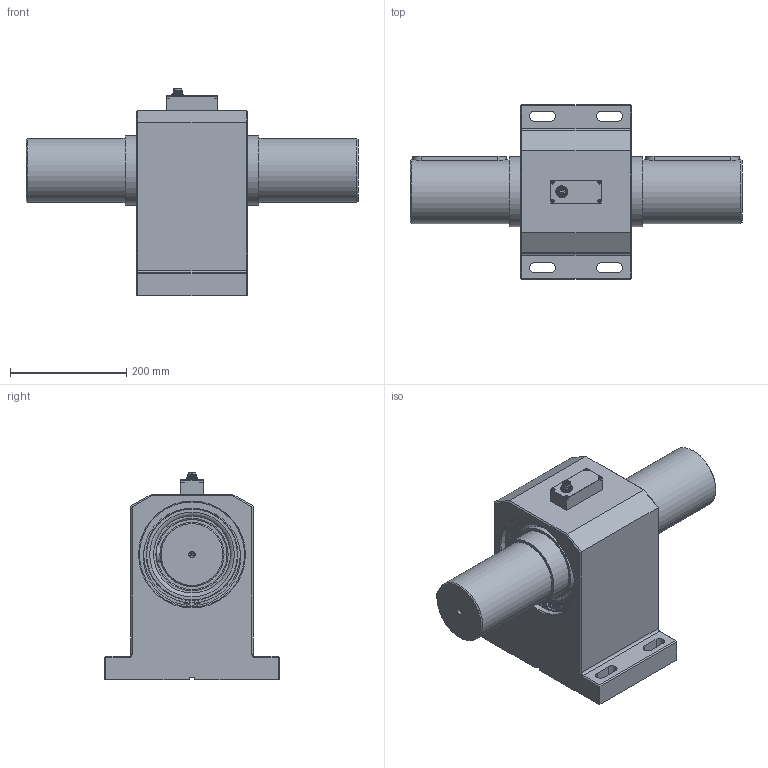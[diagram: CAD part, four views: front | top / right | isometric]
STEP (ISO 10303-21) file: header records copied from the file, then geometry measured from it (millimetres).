
FILE_DESCRIPTION( ( 'Unknown' ), '1' );
FILE_NAME( '2391-Z02_DOC-00083061.stp', 'Unknown', ( 'Unknown' ), ( 'Unknown' ), 'PSStep 17.0.49', 'Unknown', ' ' );
FILE_SCHEMA( ( 'AUTOMOTIVE_DESIGN { 1 0 10303 214 1 1 1 1 }' ) );
Length unit declared in the file: millimetre
Products named in the file (27): 2391-b01_doc-00051903; 2391-001_doc-00051699; Sicherungsring DIN 472-180x4-T1; Sicherungsring DIN 472-180x4-T1-oa0; DIN 625-T1-6024-2Z_120x180x28; 2391-B02_DOC-00083079; DIN 625-T1-6024-2Z_120x180x28-oa4; 2391-002_DOC-00083075; Paßfeder A28x16x160 DIN 6885; Paßfeder A28x16x160 DIN 6885-oa5; 2247-b05_doc-00045639; 2247-003_doc-00016120; Zylinderschraube DIN 912-M3x25; Zylinderschraube DIN 912-M3x25-oa1; Zylinderschraube DIN 912-M3x25-oa2; Zylinderschraube DIN 912-M3x25-oa3; Assem1; flanschstecker 12-polig serie 723; mutter_09-0323-89-06_DOC-00067592
Assembly tree (26 placements, depth 3):
  Assem1
    flanschstecker 12-polig serie 723
    mutter_09-0323-89-06_DOC-00067592
    2391-b01_doc-00051903
      2391-001_doc-00051699
      Sicherungsring DIN 472-180x4-T1
      Sicherungsring DIN 472-180x4-T1-oa0
      DIN 625-T1-6024-2Z_120x180x28
      DIN 625-T1-6024-2Z_120x180x28
      DIN 625-T1-6024-2Z_120x180x28
      DIN 625-T1-6024-2Z_120x180x28
      DIN 625-T1-6024-2Z_120x180x28
    2247-b05_doc-00045639
      2247-003_doc-00016120
      Zylinderschraube DIN 912-M3x25
      Zylinderschraube DIN 912-M3x25-oa1
      Zylinderschraube DIN 912-M3x25-oa2
      Zylinderschraube DIN 912-M3x25-oa3
    2391-B02_DOC-00083079
      DIN 625-T1-6024-2Z_120x180x28-oa4
      DIN 625-T1-6024-2Z_120x180x28-oa4
      DIN 625-T1-6024-2Z_120x180x28-oa4
      DIN 625-T1-6024-2Z_120x180x28-oa4
      DIN 625-T1-6024-2Z_120x180x28-oa4
      2391-002_DOC-00083075
      Paßfeder A28x16x160 DIN 6885
      Paßfeder A28x16x160 DIN 6885-oa5
Bounding box: 570 x 300 x 356.2 mm (x, y, z)
Volume: 14633143.3 mm3; surface area: 1059842.1 mm2
Topology: 23 solids, 25 shells, 436 faces, 909 edges, 582 vertices
Faces by surface type: plane 224, cylinder 146, cone 38, torus 28
Full cylindrical faces by diameter (mm): 1 x24, 2.387 x4, 3 x8, 3.4 x4, 4 x4, 5 x2, 5.5 x4, 6 x4, 12 x1, 13.5 x1, 15 x1, 15.875 x1, 17.188 x1, 17.462 x1, 17.8 x1, 20 x2, 110 x2, 120 x3, 132 x4, 145.2 x4, 157.7 x4, 165.88 x4, 165.98 x4, 166 x4, 180 x3, 180.5 x2, 185 x2
Entity records: 14776 total; most frequent: CARTESIAN_POINT 2080, DIRECTION 1962, ORIENTED_EDGE 1416, AXIS2_PLACEMENT_3D 820, EDGE_CURVE 708, EDGE_LOOP 694, FACE_OUTER_BOUND 547, VERTEX_POINT 546
